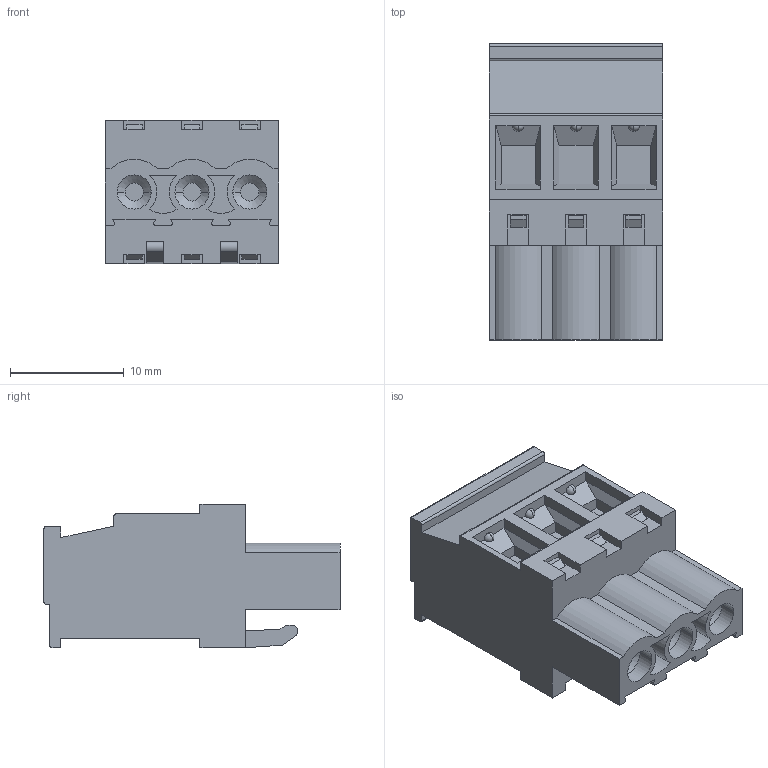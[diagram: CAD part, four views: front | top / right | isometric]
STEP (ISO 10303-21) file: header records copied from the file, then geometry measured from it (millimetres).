
FILE_DESCRIPTION((''),'2;1');
FILE_NAME('WJ2EDGKB-508-3P','2017-03-15T',('QZY'),(''),'CREO PARAMETRIC BY PTC INC, 2014440','CREO PARAMETRIC BY PTC INC, 2014440','');
FILE_SCHEMA(('CONFIG_CONTROL_DESIGN'));
Length unit declared in the file: millimetre
Products named in the file (1): WJ2EDGKB-508-3P
Bounding box: 15.24 x 26 x 12.6 mm (x, y, z)
Volume: 3291.7 mm3; surface area: 2261.5 mm2
Topology: 1 solids, 1 shells, 285 faces, 707 edges, 441 vertices
Faces by surface type: plane 172, cylinder 71, cone 24, torus 12, sphere 6
Entity records: 8420 total; most frequent: CARTESIAN_POINT 1505, DIRECTION 1449, ORIENTED_EDGE 1402, EDGE_CURVE 701, VECTOR 499, LINE 499, AXIS2_PLACEMENT_3D 475, VERTEX_POINT 441
